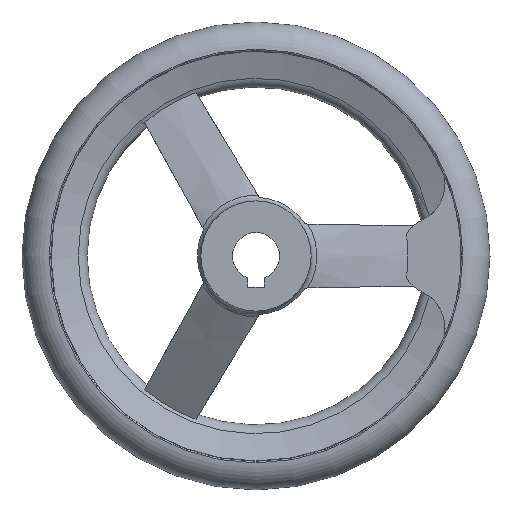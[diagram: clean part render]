
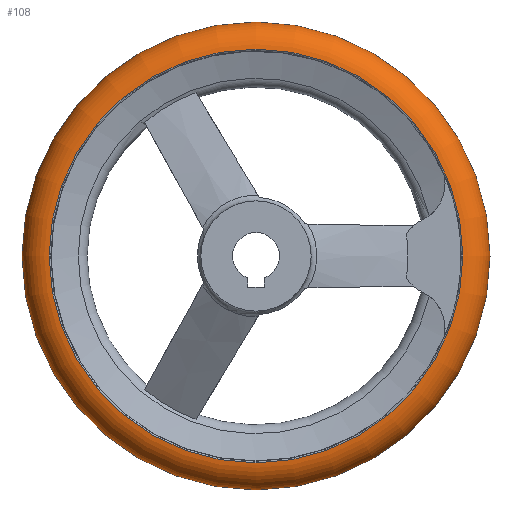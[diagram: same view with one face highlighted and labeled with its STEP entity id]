
A CAD part, front view. The second image highlights one B-rep face of the part: STEP entity #108.
In plain terms, the highlighted toroidal (fillet/blend) face has major radius 61.5 mm and minor radius 8.5 mm.
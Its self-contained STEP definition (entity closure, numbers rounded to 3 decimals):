
#108 = ADVANCED_FACE( '', ( #238, #239, #240 ), #241, .T. );
#238 = FACE_BOUND( '', #388, .T. );
#239 = FACE_OUTER_BOUND( '', #389, .T. );
#240 = FACE_OUTER_BOUND( '', #390, .T. );
#241 = TOROIDAL_SURFACE( '', #391, 61.5, 8.5 );
#388 = VERTEX_LOOP( '', #668 );
#389 = EDGE_LOOP( '', ( #669 ) );
#390 = EDGE_LOOP( '', ( #670 ) );
#391 = AXIS2_PLACEMENT_3D( '', #671, #672, #673 );
#668 = VERTEX_POINT( '', #950 );
#669 = ORIENTED_EDGE( '', *, *, #951, .T. );
#670 = ORIENTED_EDGE( '', *, *, #952, .F. );
#671 = CARTESIAN_POINT( '', ( 0., 29.5, 0. ) );
#672 = DIRECTION( '', ( 0., -1., 0. ) );
#673 = DIRECTION( '', ( 0., 0., -1. ) );
#950 = CARTESIAN_POINT( '', ( 0., 29.5, -70. ) );
#951 = EDGE_CURVE( '', #1165, #1165, #1166, .T. );
#952 = EDGE_CURVE( '', #1167, #1167, #1168, .T. );
#1165 = VERTEX_POINT( '', #1786 );
#1166 = CIRCLE( '', #1787, 61.854 );
#1167 = VERTEX_POINT( '', #1788 );
#1168 = CIRCLE( '', #1789, 61.854 );
#1786 = CARTESIAN_POINT( '', ( 0., 37.993, -61.854 ) );
#1787 = AXIS2_PLACEMENT_3D( '', #2000, #2001, #2002 );
#1788 = CARTESIAN_POINT( '', ( 0., 21.007, -61.854 ) );
#1789 = AXIS2_PLACEMENT_3D( '', #2003, #2004, #2005 );
#2000 = CARTESIAN_POINT( '', ( 0., 37.993, 0. ) );
#2001 = DIRECTION( '', ( 0., -1., 0. ) );
#2002 = DIRECTION( '', ( 0., 0., -1. ) );
#2003 = CARTESIAN_POINT( '', ( 0., 21.007, 0. ) );
#2004 = DIRECTION( '', ( 0., -1., 0. ) );
#2005 = DIRECTION( '', ( 0., 0., -1. ) );
